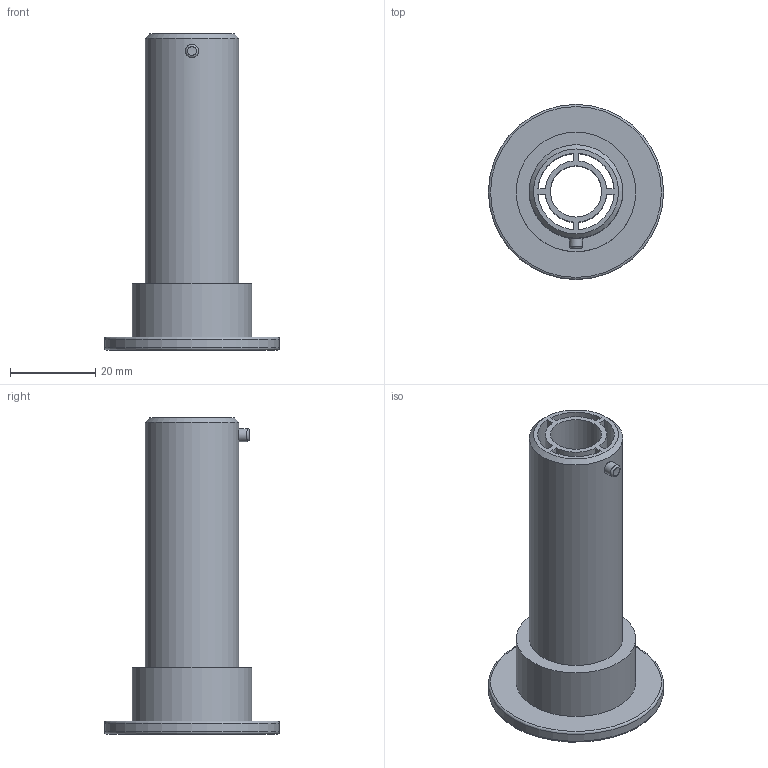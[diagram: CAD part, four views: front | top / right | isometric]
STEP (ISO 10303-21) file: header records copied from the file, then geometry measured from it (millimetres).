
FILE_DESCRIPTION (( 'STEP AP203' ), '1' );
FILE_NAME ('注塑-SK1-料架延长节-RE.E1(DW-B11-525）.STEP', '2024-03-23T05:58:35', ( '' ), ( '' ), 'SwSTEP 2.0', 'SolidWorks 2020', '' );
FILE_SCHEMA (( 'CONFIG_CONTROL_DESIGN' ));
Length unit declared in the file: millimetre
Products named in the file (1): 注塑-SK1-料架延长节-RE.E1(DW-B11-525）
Bounding box: 41 x 41 x 74 mm (x, y, z)
Volume: 17190.1 mm3; surface area: 17707.1 mm2
Topology: 1 solids, 1 shells, 59 faces, 149 edges, 96 vertices
Faces by surface type: plane 32, cylinder 21, torus 3, cone 2, bspline 1
Full cylindrical faces by diameter (mm): 3.05 x1, 12 x1, 21.9 x1, 24 x1, 28 x1, 41 x1
Entity records: 2057 total; most frequent: CARTESIAN_POINT 581, DIRECTION 295, ORIENTED_EDGE 266, EDGE_CURVE 133, AXIS2_PLACEMENT_3D 106, VERTEX_POINT 92, EDGE_LOOP 85, VECTOR 83
